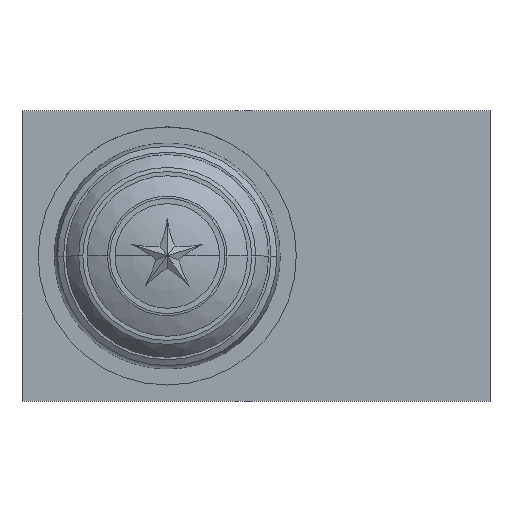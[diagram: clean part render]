
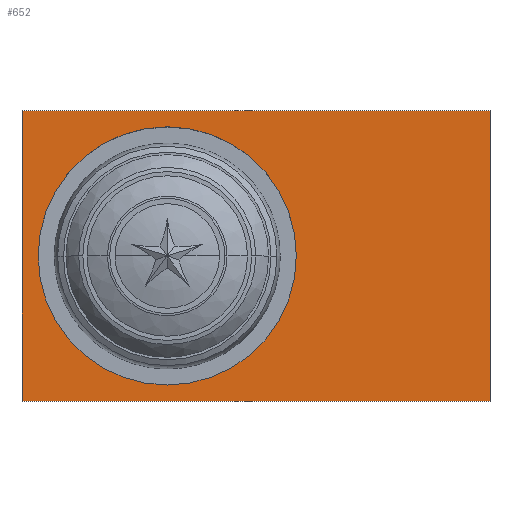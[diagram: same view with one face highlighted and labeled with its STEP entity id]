
A CAD part, top view. The second image highlights one B-rep face of the part: STEP entity #652.
In plain terms, the highlighted planar face has unit normal (0, 0, 1).
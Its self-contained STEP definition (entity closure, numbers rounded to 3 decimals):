
#33=DIRECTION('',(0.,-1.,0.));
#34=VECTOR('',#33,90.);
#35=CARTESIAN_POINT('',(-72.5,45.,34.));
#36=LINE('',#35,#34);
#37=DIRECTION('',(-1.,0.,0.));
#38=VECTOR('',#37,145.);
#39=CARTESIAN_POINT('',(72.5,45.,34.));
#40=LINE('',#39,#38);
#41=DIRECTION('',(0.,1.,0.));
#42=VECTOR('',#41,90.);
#43=CARTESIAN_POINT('',(72.5,-45.,34.));
#44=LINE('',#43,#42);
#45=DIRECTION('',(1.,0.,0.));
#46=VECTOR('',#45,145.);
#47=CARTESIAN_POINT('',(-72.5,-45.,34.));
#48=LINE('',#47,#46);
#49=CARTESIAN_POINT('',(-27.5,0.,34.));
#50=DIRECTION('',(0.,0.,1.));
#51=DIRECTION('',(1.,0.,0.));
#52=AXIS2_PLACEMENT_3D('',#49,#50,#51);
#54=CARTESIAN_POINT('',(-27.5,0.,34.));
#55=DIRECTION('',(0.,0.,1.));
#56=DIRECTION('',(-1.,0.,0.));
#57=AXIS2_PLACEMENT_3D('',#54,#55,#56);
#495=CARTESIAN_POINT('',(-72.5,45.,34.));
#496=CARTESIAN_POINT('',(-72.5,-45.,34.));
#497=VERTEX_POINT('',#495);
#498=VERTEX_POINT('',#496);
#499=CARTESIAN_POINT('',(72.5,-45.,34.));
#500=VERTEX_POINT('',#499);
#501=CARTESIAN_POINT('',(72.5,45.,34.));
#502=VERTEX_POINT('',#501);
#507=CARTESIAN_POINT('',(12.5,0.,34.));
#508=CARTESIAN_POINT('',(-67.5,0.,34.));
#509=VERTEX_POINT('',#507);
#510=VERTEX_POINT('',#508);
#635=CARTESIAN_POINT('',(0.,0.,34.));
#636=DIRECTION('',(0.,0.,1.));
#637=DIRECTION('',(1.,0.,0.));
#638=AXIS2_PLACEMENT_3D('',#635,#636,#637);
#639=PLANE('',#638);
#640=ORIENTED_EDGE('',*,*,#587,.F.);
#641=ORIENTED_EDGE('',*,*,#602,.F.);
#642=ORIENTED_EDGE('',*,*,#616,.F.);
#643=ORIENTED_EDGE('',*,*,#629,.F.);
#644=EDGE_LOOP('',(#640,#641,#642,#643));
#645=FACE_OUTER_BOUND('',#644,.F.);
#647=ORIENTED_EDGE('',*,*,#646,.T.);
#649=ORIENTED_EDGE('',*,*,#648,.T.);
#650=EDGE_LOOP('',(#647,#649));
#651=FACE_BOUND('',#650,.F.);
#652=ADVANCED_FACE('',(#645,#651),#639,.T.);
#53=CIRCLE('',#52,40.);
#58=CIRCLE('',#57,40.);
#587=EDGE_CURVE('',#497,#498,#36,.T.);
#602=EDGE_CURVE('',#502,#497,#40,.T.);
#616=EDGE_CURVE('',#500,#502,#44,.T.);
#629=EDGE_CURVE('',#498,#500,#48,.T.);
#646=EDGE_CURVE('',#509,#510,#53,.T.);
#648=EDGE_CURVE('',#510,#509,#58,.T.);
